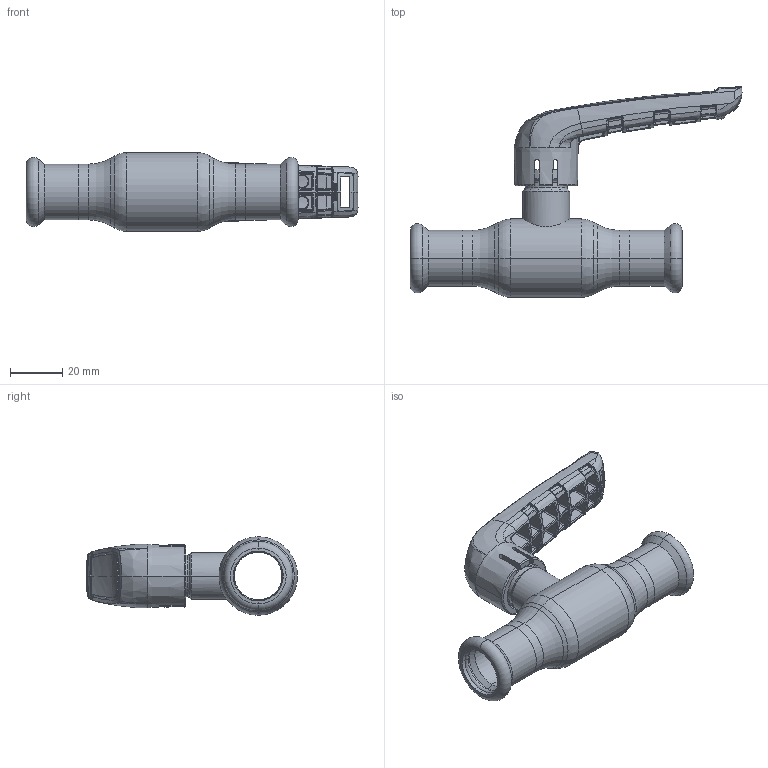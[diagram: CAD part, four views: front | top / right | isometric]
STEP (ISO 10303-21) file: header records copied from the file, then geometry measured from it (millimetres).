
FILE_DESCRIPTION (( 'STEP AP214' ), '1' );
FILE_NAME ('XPR10100 DN15 18 x 18.step', '2018-09-10T11:01:20', ( '' ), ( '' ), 'SwSTEP 2.0', 'SolidWorks 2017', '' );
FILE_SCHEMA (( 'AUTOMOTIVE_DESIGN' ));
Length unit declared in the file: millimetre
Products named in the file (1): XPR10100 DN15 18 x 18
Bounding box: 126.78 x 80.58 x 30 mm (x, y, z)
Surface area: 23103.3 mm2 (no closed solid volume)
Topology: 0 solids, 10 shells, 810 faces, 2500 edges, 1584 vertices
Faces by surface type: bspline 670, plane 51, cylinder 36, cone 32, torus 21
Entity records: 59831 total; most frequent: CARTESIAN_POINT 34930, ORIENTED_EDGE 4210, EDGE_CURVE 2468, B_SPLINE_CURVE_WITH_KNOTS 1731, VERTEX_POINT 1584, DIRECTION 1574, EDGE_LOOP 831, UNCERTAINTY_MEASURE_WITH_UNIT 812
